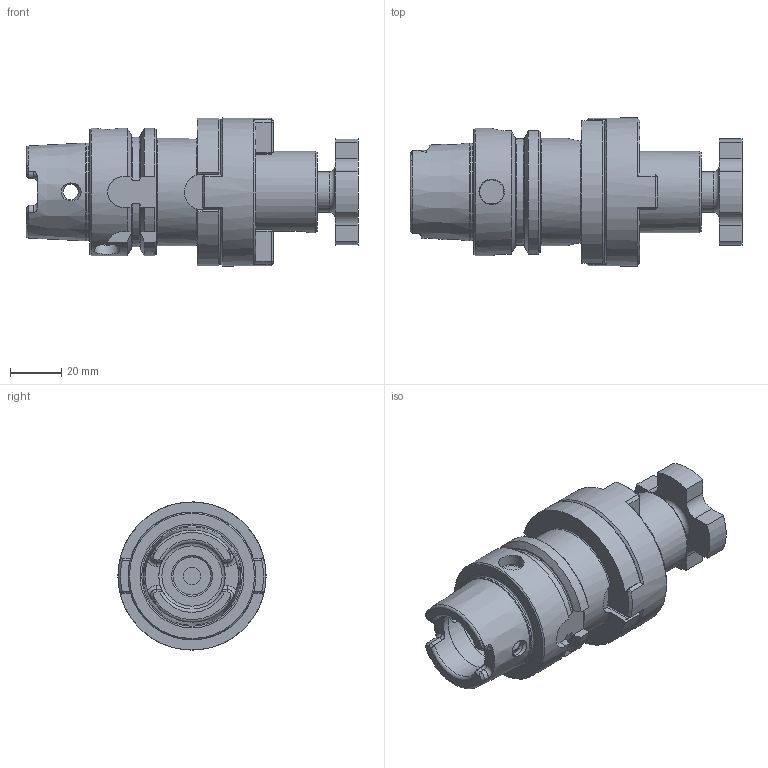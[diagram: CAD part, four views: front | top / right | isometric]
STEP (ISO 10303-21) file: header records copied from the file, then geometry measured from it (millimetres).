
FILE_DESCRIPTION( ( 'Unknown' ), '1' );
FILE_NAME( '255043240-A.stp', 'Unknown', ( 'Unknown' ), ( 'Unknown' ), 'PSStep 15.0.49', 'Unknown', ' ' );
FILE_SCHEMA( ( 'AUTOMOTIVE_DESIGN { 1 0 10303 214 1 1 1 1 }' ) );
Length unit declared in the file: millimetre
Products named in the file (1): 1
Bounding box: 130 x 58 x 57.98 mm (x, y, z)
Volume: 159158.4 mm3; surface area: 33903.2 mm2
Topology: 1 solids, 2 shells, 278 faces, 741 edges, 463 vertices
Faces by surface type: plane 143, cylinder 55, cone 49, torus 25, bspline 6
Full cylindrical faces by diameter (mm): 6 x2, 6.8 x1, 6.957 x1, 10 x2, 13.835 x1, 14.917 x1, 16 x1, 17 x2, 26 x2, 31.4 x1, 32 x3, 38.009 x1, 42 x1, 50 x1, 58 x1
Entity records: 10675 total; most frequent: CARTESIAN_POINT 3153, ORIENTED_EDGE 1330, DIRECTION 1224, EDGE_CURVE 665, AXIS2_PLACEMENT_3D 468, VERTEX_POINT 438, EDGE_LOOP 335, FACE_OUTER_BOUND 310
